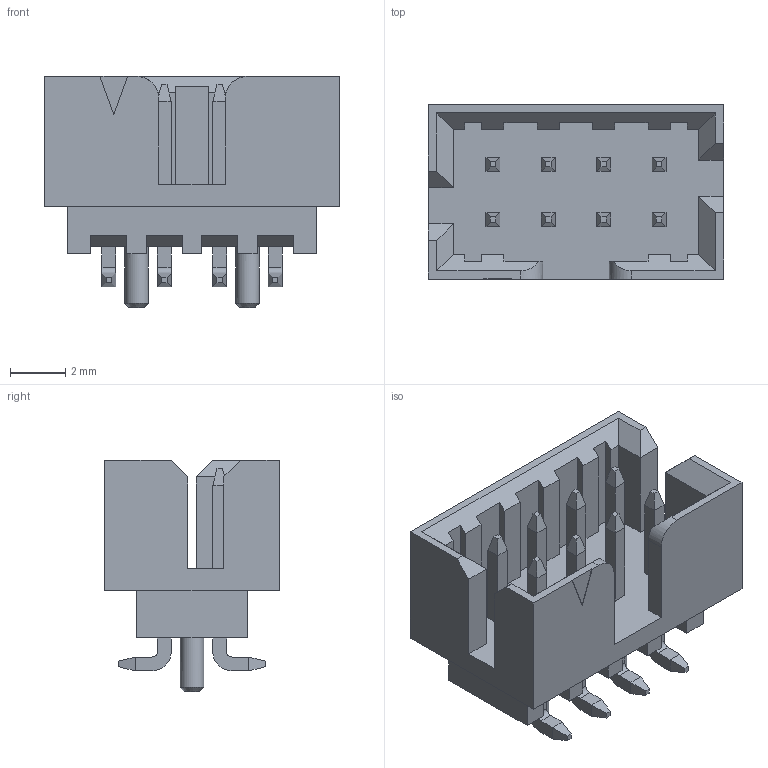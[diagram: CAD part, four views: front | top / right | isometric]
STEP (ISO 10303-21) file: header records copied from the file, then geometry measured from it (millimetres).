
FILE_DESCRIPTION(/* description */ (''),/* implementation_level */ '2;1');
FILE_NAME(/* name */ 'MOLEX_87832-0820.stp',/* time_stamp */ '2016-07-13T09:09:02+02:00',/* author */ ('riccim'),/* organization */ ('SolidWorks'),/* preprocessor_version */ 'ST-DEVELOPER v15.5',/* originating_system */ 'AutoCAD Mechanical',/* authorisation */ ' ');
FILE_SCHEMA (('AUTOMOTIVE_DESIGN { 1 0 10303 214 3 1 1 }'));
Length unit declared in the file: millimetre
Products named in the file (1): Product
Bounding box: 10.65 x 6.3 x 8.35 mm (x, y, z)
Volume: 197.7 mm3; surface area: 542.5 mm2
Topology: 17 solids, 17 shells, 311 faces, 755 edges, 479 vertices
Faces by surface type: plane 289, cylinder 20, cone 2
Full cylindrical faces by diameter (mm): 0.85 x2
Entity records: 8838 total; most frequent: CARTESIAN_POINT 1536, ORIENTED_EDGE 1496, DIRECTION 1422, EDGE_CURVE 748, LINE 698, VECTOR 698, VERTEX_POINT 476, AXIS2_PLACEMENT_3D 362
